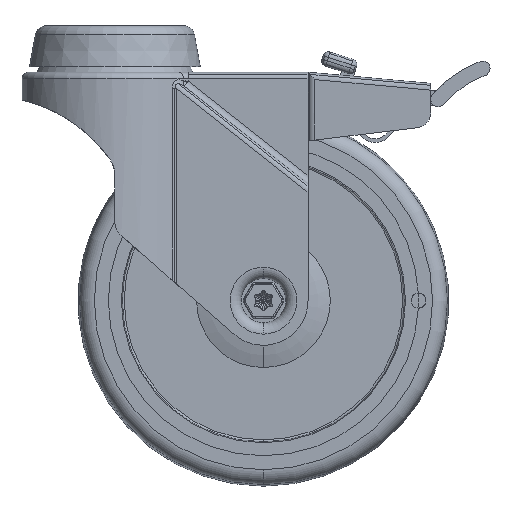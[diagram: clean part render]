
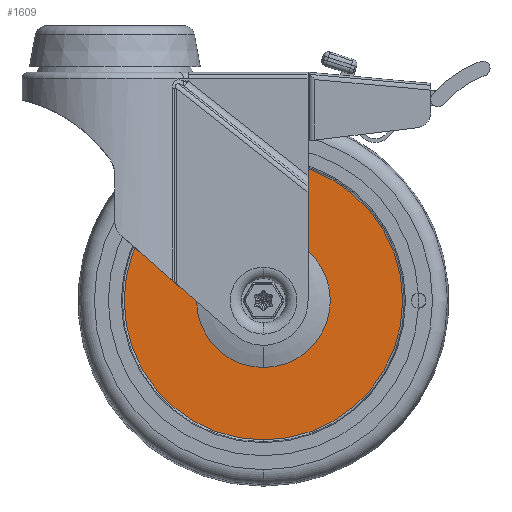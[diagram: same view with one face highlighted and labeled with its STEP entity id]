
A CAD part, front view. The second image highlights one B-rep face of the part: STEP entity #1609.
In plain terms, the highlighted planar face has unit normal (0, -1, 0).
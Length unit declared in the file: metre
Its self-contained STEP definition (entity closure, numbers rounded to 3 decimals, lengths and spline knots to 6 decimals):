
#1609=ADVANCED_FACE('',(#2756,#2757),#2758,.T.);
#2756=FACE_OUTER_BOUND('',#5277,.T.);
#2757=FACE_BOUND('',#5278,.T.);
#2758=PLANE('',#5279);
#5277=EDGE_LOOP('',(#16422,#16423));
#5278=EDGE_LOOP('',(#16424,#16425));
#5279=AXIS2_PLACEMENT_3D('',#16426,#16427,#16428);
#16422=ORIENTED_EDGE('',*,*,#19077,.F.);
#16423=ORIENTED_EDGE('',*,*,#19008,.F.);
#16424=ORIENTED_EDGE('',*,*,#19013,.T.);
#16425=ORIENTED_EDGE('',*,*,#19076,.T.);
#16426=CARTESIAN_POINT('',(0.0,-0.002,0.027744));
#16427=DIRECTION('',(0.0,-1.0,0.));
#16428=DIRECTION('',(0.0,0.,-1.0));
#19008=EDGE_CURVE('',#21291,#21293,#21294,.T.);
#19013=EDGE_CURVE('',#21297,#21301,#21303,.T.);
#19076=EDGE_CURVE('',#21301,#21297,#21402,.T.);
#19077=EDGE_CURVE('',#21293,#21291,#21403,.T.);
#21291=VERTEX_POINT('',#25187);
#21293=VERTEX_POINT('',#25189);
#21294=CIRCLE('',#25190,0.037487);
#21297=VERTEX_POINT('',#25193);
#21301=VERTEX_POINT('',#25197);
#21303=CIRCLE('',#25199,0.018);
#21402=CIRCLE('',#25315,0.018);
#21403=CIRCLE('',#25316,0.037487);
#25187=CARTESIAN_POINT('',(0.,-0.002,-0.037487));
#25189=CARTESIAN_POINT('',(0.0,-0.002,0.037487));
#25190=AXIS2_PLACEMENT_3D('',#37218,#37219,#37220);
#25193=CARTESIAN_POINT('',(0.0,-0.002,0.018));
#25197=CARTESIAN_POINT('',(0.,-0.002,-0.018));
#25199=AXIS2_PLACEMENT_3D('',#37233,#37234,#37235);
#25315=AXIS2_PLACEMENT_3D('',#37388,#37389,#37390);
#25316=AXIS2_PLACEMENT_3D('',#37391,#37392,#37393);
#37218=CARTESIAN_POINT('',(0.0,-0.002,0.0));
#37219=DIRECTION('',(0.0,1.0,0.0));
#37220=DIRECTION('',(0.0,0.0,1.0));
#37233=CARTESIAN_POINT('',(0.0,-0.002,0.0));
#37234=DIRECTION('',(0.0,1.0,0.0));
#37235=DIRECTION('',(0.0,0.0,1.0));
#37388=CARTESIAN_POINT('',(0.0,-0.002,0.0));
#37389=DIRECTION('',(0.0,1.0,0.0));
#37390=DIRECTION('',(0.0,0.0,1.0));
#37391=CARTESIAN_POINT('',(0.0,-0.002,0.0));
#37392=DIRECTION('',(0.0,1.0,0.0));
#37393=DIRECTION('',(0.0,0.0,1.0));
